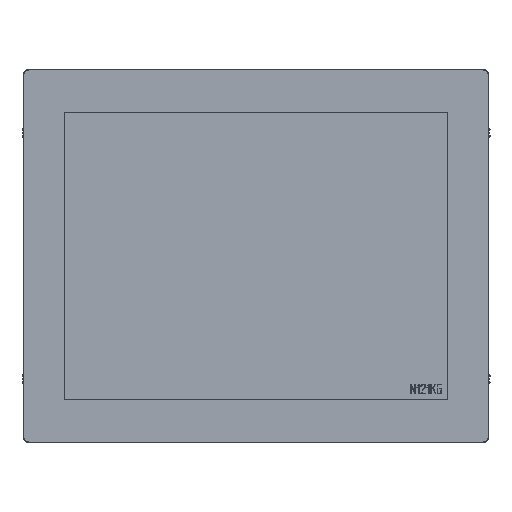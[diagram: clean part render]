
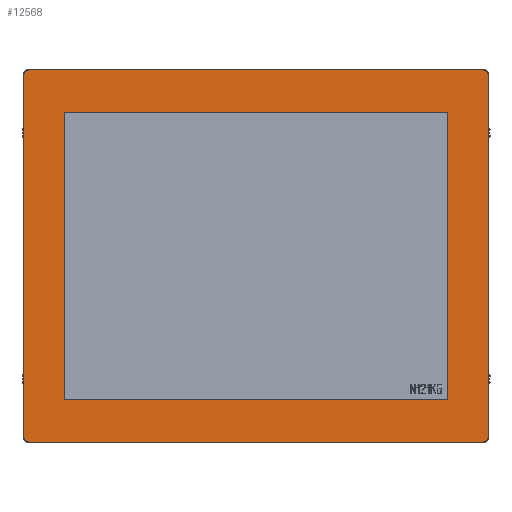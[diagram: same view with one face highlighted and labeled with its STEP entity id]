
A CAD part, front view. The second image highlights one B-rep face of the part: STEP entity #12568.
In plain terms, the highlighted planar face has unit normal (0, -1, 0).
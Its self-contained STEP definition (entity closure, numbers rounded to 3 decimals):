
#186=CIRCLE('',#13141,3.5);
#187=CIRCLE('',#13142,3.5);
#188=CIRCLE('',#13143,3.5);
#189=CIRCLE('',#13144,3.5);
#354=LINE('',#17447,#902);
#355=LINE('',#17451,#903);
#356=LINE('',#17455,#904);
#357=LINE('',#17459,#905);
#358=LINE('',#17460,#906);
#359=LINE('',#17463,#907);
#360=LINE('',#17465,#908);
#361=LINE('',#17467,#909);
#902=VECTOR('',#13721,1000.);
#903=VECTOR('',#13724,1000.);
#904=VECTOR('',#13727,1000.);
#905=VECTOR('',#13730,1000.);
#906=VECTOR('',#13731,1000.);
#907=VECTOR('',#13732,1000.);
#908=VECTOR('',#13733,1000.);
#909=VECTOR('',#13734,1000.);
#1747=ORIENTED_EDGE('',*,*,#4424,.T.);
#1748=ORIENTED_EDGE('',*,*,#4425,.T.);
#1749=ORIENTED_EDGE('',*,*,#4426,.T.);
#1750=ORIENTED_EDGE('',*,*,#4427,.T.);
#1751=ORIENTED_EDGE('',*,*,#4428,.T.);
#1752=ORIENTED_EDGE('',*,*,#4429,.T.);
#1753=ORIENTED_EDGE('',*,*,#4430,.T.);
#1754=ORIENTED_EDGE('',*,*,#4431,.T.);
#1755=ORIENTED_EDGE('',*,*,#4432,.T.);
#1756=ORIENTED_EDGE('',*,*,#4433,.T.);
#1757=ORIENTED_EDGE('',*,*,#4434,.T.);
#1758=ORIENTED_EDGE('',*,*,#4435,.T.);
#4424=EDGE_CURVE('',#5762,#5763,#186,.T.);
#4425=EDGE_CURVE('',#5763,#5764,#354,.T.);
#4426=EDGE_CURVE('',#5764,#5765,#187,.T.);
#4427=EDGE_CURVE('',#5765,#5766,#355,.T.);
#4428=EDGE_CURVE('',#5766,#5767,#188,.T.);
#4429=EDGE_CURVE('',#5767,#5768,#356,.T.);
#4430=EDGE_CURVE('',#5768,#5769,#189,.T.);
#4431=EDGE_CURVE('',#5769,#5762,#357,.T.);
#4432=EDGE_CURVE('',#5770,#5771,#358,.T.);
#4433=EDGE_CURVE('',#5771,#5772,#359,.T.);
#4434=EDGE_CURVE('',#5772,#5773,#360,.T.);
#4435=EDGE_CURVE('',#5773,#5770,#361,.T.);
#5762=VERTEX_POINT('',#17445);
#5763=VERTEX_POINT('',#17446);
#5764=VERTEX_POINT('',#17448);
#5765=VERTEX_POINT('',#17450);
#5766=VERTEX_POINT('',#17452);
#5767=VERTEX_POINT('',#17454);
#5768=VERTEX_POINT('',#17456);
#5769=VERTEX_POINT('',#17458);
#5770=VERTEX_POINT('',#17461);
#5771=VERTEX_POINT('',#17462);
#5772=VERTEX_POINT('',#17464);
#5773=VERTEX_POINT('',#17466);
#7079=EDGE_LOOP('',(#1747,#1748,#1749,#1750,#1751,#1752,#1753,#1754));
#7080=EDGE_LOOP('',(#1755,#1756,#1757,#1758));
#7721=FACE_BOUND('',#7079,.T.);
#7722=FACE_BOUND('',#7080,.T.);
#8313=PLANE('',#13140);
#12568=ADVANCED_FACE('',(#7721,#7722),#8313,.T.);
#13140=AXIS2_PLACEMENT_3D('',#17443,#13717,#13718);
#13141=AXIS2_PLACEMENT_3D('',#17444,#13719,#13720);
#13142=AXIS2_PLACEMENT_3D('',#17449,#13722,#13723);
#13143=AXIS2_PLACEMENT_3D('',#17453,#13725,#13726);
#13144=AXIS2_PLACEMENT_3D('',#17457,#13728,#13729);
#13717=DIRECTION('',(0.,-1.,0.));
#13718=DIRECTION('',(0.,0.,-1.));
#13719=DIRECTION('',(0.,-1.,0.));
#13720=DIRECTION('',(0.,0.,-1.));
#13721=DIRECTION('',(1.,0.,0.));
#13722=DIRECTION('',(0.,-1.,0.));
#13723=DIRECTION('',(0.,0.,-1.));
#13724=DIRECTION('',(0.,0.,1.));
#13725=DIRECTION('',(0.,-1.,0.));
#13726=DIRECTION('',(0.,0.,-1.));
#13727=DIRECTION('',(-1.,0.,0.));
#13728=DIRECTION('',(0.,-1.,0.));
#13729=DIRECTION('',(0.,0.,-1.));
#13730=DIRECTION('',(0.,0.,-1.));
#13731=DIRECTION('',(1.,0.,0.));
#13732=DIRECTION('',(0.,0.,-1.));
#13733=DIRECTION('',(-1.,0.,0.));
#13734=DIRECTION('',(0.,0.,1.));
#17443=CARTESIAN_POINT('',(0.,-5.5,0.));
#17444=CARTESIAN_POINT('',(-146.9,-5.5,-117.));
#17445=CARTESIAN_POINT('',(-150.4,-5.5,-117.));
#17446=CARTESIAN_POINT('',(-146.9,-5.5,-120.5));
#17447=CARTESIAN_POINT('',(146.9,-5.5,-120.5));
#17448=CARTESIAN_POINT('',(146.9,-5.5,-120.5));
#17449=CARTESIAN_POINT('',(146.9,-5.5,-117.));
#17450=CARTESIAN_POINT('',(150.4,-5.5,-117.));
#17451=CARTESIAN_POINT('',(150.4,-5.5,117.));
#17452=CARTESIAN_POINT('',(150.4,-5.5,117.));
#17453=CARTESIAN_POINT('',(146.9,-5.5,117.));
#17454=CARTESIAN_POINT('',(146.9,-5.5,120.5));
#17455=CARTESIAN_POINT('',(-146.9,-5.5,120.5));
#17456=CARTESIAN_POINT('',(-146.9,-5.5,120.5));
#17457=CARTESIAN_POINT('',(-146.9,-5.5,117.));
#17458=CARTESIAN_POINT('',(-150.4,-5.5,117.));
#17459=CARTESIAN_POINT('',(-150.4,-5.5,-117.));
#17460=CARTESIAN_POINT('',(-123.75,-5.5,93.));
#17461=CARTESIAN_POINT('',(-123.75,-5.5,93.));
#17462=CARTESIAN_POINT('',(123.75,-5.5,93.));
#17463=CARTESIAN_POINT('',(123.75,-5.5,93.));
#17464=CARTESIAN_POINT('',(123.75,-5.5,-93.));
#17465=CARTESIAN_POINT('',(123.75,-5.5,-93.));
#17466=CARTESIAN_POINT('',(-123.75,-5.5,-93.));
#17467=CARTESIAN_POINT('',(-123.75,-5.5,-93.));
